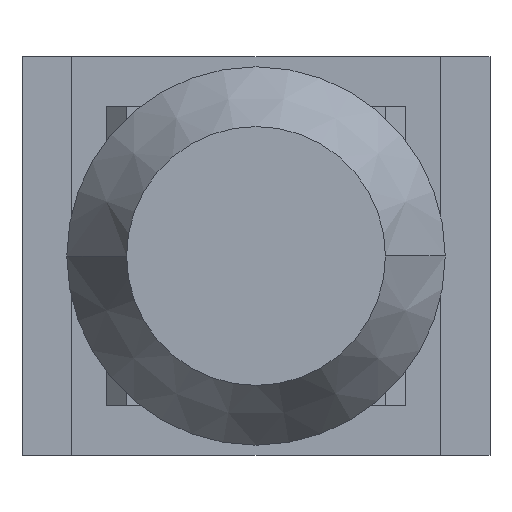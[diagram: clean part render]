
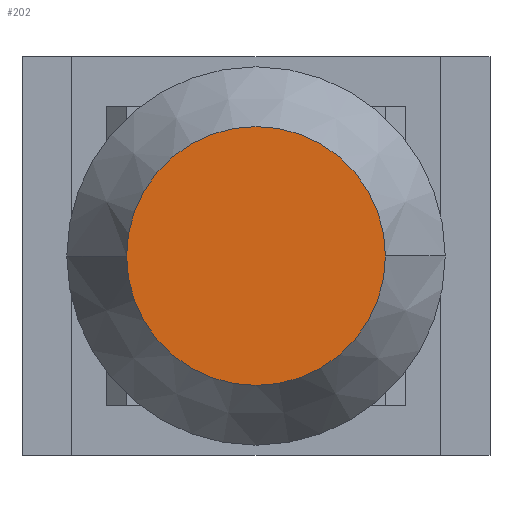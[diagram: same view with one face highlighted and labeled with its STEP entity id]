
A CAD part, front view. The second image highlights one B-rep face of the part: STEP entity #202.
In plain terms, the highlighted planar face has unit normal (0, -1, 0).
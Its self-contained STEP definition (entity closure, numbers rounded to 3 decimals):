
#202=ADVANCED_FACE('',(#448),#449,.T.);
#448=FACE_OUTER_BOUND('',#742,.T.);
#449=PLANE('',#743);
#742=EDGE_LOOP('',(#1241,#1242));
#743=AXIS2_PLACEMENT_3D('',#1243,#1244,#1245);
#1241=ORIENTED_EDGE('',*,*,#1761,.F.);
#1242=ORIENTED_EDGE('',*,*,#1797,.F.);
#1243=CARTESIAN_POINT('',(-3.25,0.,0.0));
#1244=DIRECTION('',(0.,-1.0,-0.0));
#1245=DIRECTION('',(1.0,0.,0.0));
#1761=EDGE_CURVE('',#2104,#2107,#2108,.T.);
#1797=EDGE_CURVE('',#2107,#2104,#2157,.T.);
#2104=VERTEX_POINT('',#2590);
#2107=VERTEX_POINT('',#2594);
#2108=CIRCLE('',#2595,6.5);
#2157=CIRCLE('',#2653,6.5);
#2590=CARTESIAN_POINT('',(-6.5,0.,0.0));
#2594=CARTESIAN_POINT('',(6.5,0.,0.));
#2595=AXIS2_PLACEMENT_3D('',#3283,#3284,#3285);
#2653=AXIS2_PLACEMENT_3D('',#3337,#3338,#3339);
#3283=CARTESIAN_POINT('',(0.0,0.,0.0));
#3284=DIRECTION('',(0.0,1.0,0.0));
#3285=DIRECTION('',(-1.0,0.0,0.0));
#3337=CARTESIAN_POINT('',(0.0,0.,0.0));
#3338=DIRECTION('',(0.0,1.0,0.0));
#3339=DIRECTION('',(-1.0,0.0,0.0));
